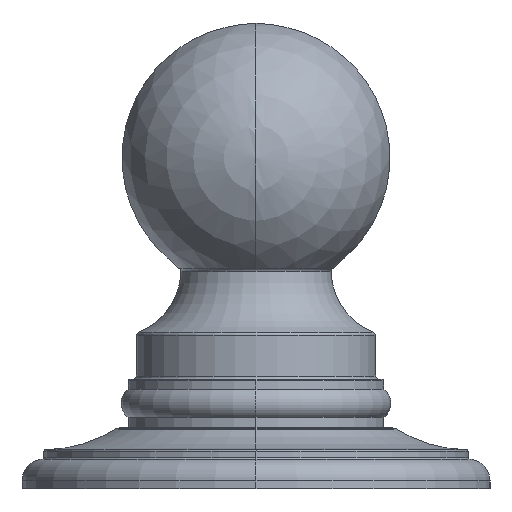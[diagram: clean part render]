
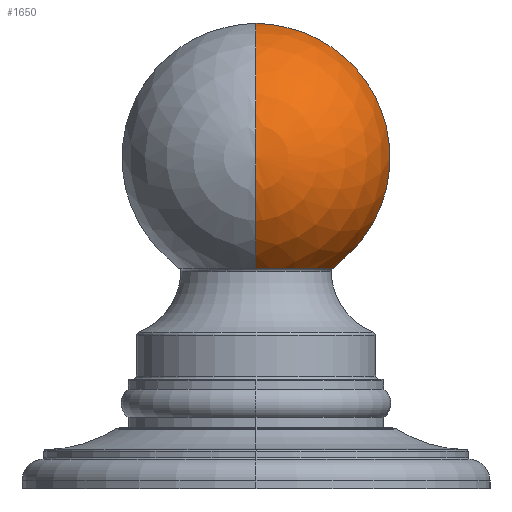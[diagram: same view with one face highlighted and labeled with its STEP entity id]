
A CAD part, left-side view. The second image highlights one B-rep face of the part: STEP entity #1650.
In plain terms, the highlighted spherical face has radius 21.971 mm.
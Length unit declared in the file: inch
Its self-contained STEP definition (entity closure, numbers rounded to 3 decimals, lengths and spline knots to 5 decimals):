
#350=CARTESIAN_POINT('',(-18.,0.,1.40982));
#351=DIRECTION('',(0.,0.,1.));
#352=DIRECTION('',(-1.,0.,0.));
#353=AXIS2_PLACEMENT_3D('',#350,#351,#352);
#365=CARTESIAN_POINT('',(-17.50591,0.,2.12257));
#366=DIRECTION('',(1.,0.,0.));
#367=DIRECTION('',(0.,0.,1.));
#368=AXIS2_PLACEMENT_3D('',#365,#366,#367);
#370=CARTESIAN_POINT('',(-17.50591,0.,2.12257));
#371=DIRECTION('',(1.,0.,0.));
#372=DIRECTION('',(0.,-1.,0.));
#373=AXIS2_PLACEMENT_3D('',#370,#371,#372);
#375=CARTESIAN_POINT('',(-18.,0.,2.12257));
#376=DIRECTION('',(0.,-1.,0.));
#377=DIRECTION('',(0.567,0.,-0.824));
#378=AXIS2_PLACEMENT_3D('',#375,#376,#377);
#380=CARTESIAN_POINT('',(-18.,0.,2.12257));
#381=DIRECTION('',(0.,-1.,0.));
#382=DIRECTION('',(-1.,0.,0.));
#383=AXIS2_PLACEMENT_3D('',#380,#381,#382);
#385=CARTESIAN_POINT('',(-18.,0.,2.12257));
#386=DIRECTION('',(0.,1.,0.));
#387=DIRECTION('',(-1.,0.,0.));
#388=AXIS2_PLACEMENT_3D('',#385,#386,#387);
#978=CARTESIAN_POINT('',(-17.5099,0.,1.40982));
#980=VERTEX_POINT('',#978);
#982=CARTESIAN_POINT('',(-18.4901,0.,1.40982));
#983=VERTEX_POINT('',#982);
#984=CARTESIAN_POINT('',(-18.865,0.,2.12257));
#985=VERTEX_POINT('',#984);
#1019=CARTESIAN_POINT('',(-17.50591,0.,2.83257));
#1021=VERTEX_POINT('',#1019);
#1022=CARTESIAN_POINT('',(-17.50591,0.,1.41257));
#1023=VERTEX_POINT('',#1022);
#1024=CARTESIAN_POINT('',(-17.50591,-0.71,2.12257));
#1025=VERTEX_POINT('',#1024);
#1632=CARTESIAN_POINT('',(-18.,0.,2.12257));
#1633=DIRECTION('',(-1.,0.,0.));
#1634=DIRECTION('',(0.,0.,-1.));
#1635=AXIS2_PLACEMENT_3D('',#1632,#1633,#1634);
#1636=SPHERICAL_SURFACE('',#1635,0.865);
#1638=ORIENTED_EDGE('',*,*,#1637,.T.);
#1640=ORIENTED_EDGE('',*,*,#1639,.T.);
#1642=ORIENTED_EDGE('',*,*,#1641,.F.);
#1643=ORIENTED_EDGE('',*,*,#1619,.F.);
#1645=ORIENTED_EDGE('',*,*,#1644,.F.);
#1647=ORIENTED_EDGE('',*,*,#1646,.T.);
#1648=EDGE_LOOP('',(#1638,#1640,#1642,#1643,#1645,#1647));
#1649=FACE_OUTER_BOUND('',#1648,.F.);
#1650=ADVANCED_FACE('',(#1649),#1636,.T.);
#354=CIRCLE('',#353,0.4901);
#369=CIRCLE('',#368,0.71);
#374=CIRCLE('',#373,0.71);
#379=CIRCLE('',#378,0.865);
#384=CIRCLE('',#383,0.865);
#389=CIRCLE('',#388,0.865);
#1619=EDGE_CURVE('',#983,#980,#354,.T.);
#1637=EDGE_CURVE('',#1021,#1025,#369,.T.);
#1639=EDGE_CURVE('',#1025,#1023,#374,.T.);
#1641=EDGE_CURVE('',#980,#1023,#379,.T.);
#1644=EDGE_CURVE('',#985,#983,#384,.T.);
#1646=EDGE_CURVE('',#985,#1021,#389,.T.);
